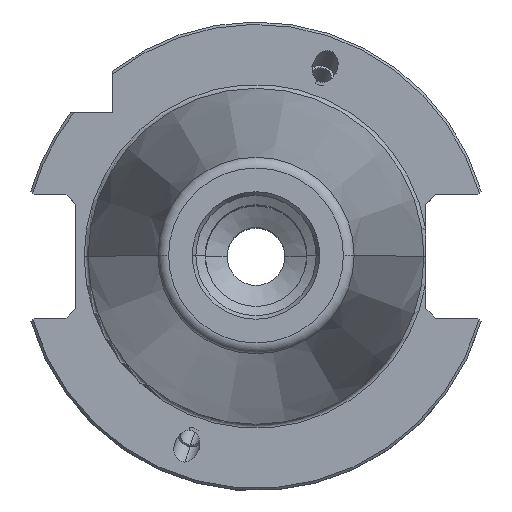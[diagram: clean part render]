
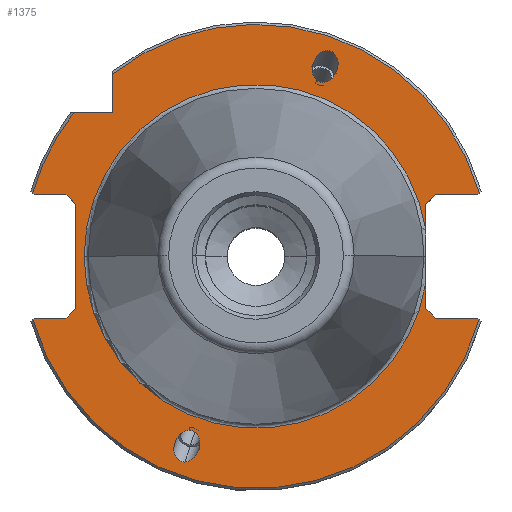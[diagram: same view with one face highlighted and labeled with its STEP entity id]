
A CAD part, top view. The second image highlights one B-rep face of the part: STEP entity #1375.
In plain terms, the highlighted planar face has unit normal (0, 0, 1).
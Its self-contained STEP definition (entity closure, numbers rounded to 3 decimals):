
#1077=VERTEX_POINT('NONE',#3148);
#1091=VERTEX_POINT('NONE',#3162);
#1143=EDGE_CURVE('NONE',#1191,#2197,#3219,.T.);
#1163=EDGE_CURVE('NONE',#1875,#2239,#3241,.T.);
#1191=VERTEX_POINT('NONE',#3275);
#1327=VERTEX_POINT('NONE',#3430);
#1341=VERTEX_POINT('NONE',#3445);
#1375=ADVANCED_FACE('NONE',(#3483,#3484,#3485),#3486,.T.);
#1403=EDGE_CURVE('NONE',#1091,#2591,#3517,.F.);
#1455=EDGE_CURVE('NONE',#2327,#3057,#3576,.F.);
#1491=VERTEX_POINT('NONE',#3617);
#1501=EDGE_CURVE('NONE',#2607,#2925,#3627,.T.);
#1621=EDGE_CURVE('NONE',#2475,#2741,#3765,.T.);
#1635=VERTEX_POINT('NONE',#3781);
#1715=EDGE_CURVE('NONE',#1327,#2537,#3870,.T.);
#1767=EDGE_CURVE('NONE',#1327,#2591,#3927,.T.);
#1823=EDGE_CURVE('NONE',#2239,#2077,#3987,.T.);
#1875=VERTEX_POINT('NONE',#4045);
#1979=VERTEX_POINT('NONE',#4158);
#1995=EDGE_CURVE('NONE',#2803,#2475,#4175,.T.);
#2077=VERTEX_POINT('NONE',#4270);
#2151=VERTEX_POINT('NONE',#4353);
#2197=VERTEX_POINT('NONE',#4402);
#2239=VERTEX_POINT('NONE',#4448);
#2327=VERTEX_POINT('NONE',#4551);
#2363=EDGE_CURVE('NONE',#2891,#1635,#4590,.T.);
#2377=VERTEX_POINT('NONE',#4606);
#2475=VERTEX_POINT('NONE',#4713);
#2495=EDGE_CURVE('NONE',#1635,#2151,#4737,.T.);
#2527=EDGE_CURVE('NONE',#2589,#1077,#4771,.T.);
#2537=VERTEX_POINT('NONE',#4781);
#2577=EDGE_CURVE('NONE',#2741,#1979,#4824,.T.);
#2589=VERTEX_POINT('NONE',#4837);
#2591=VERTEX_POINT('NONE',#4839);
#2599=VERTEX_POINT('NONE',#4848);
#2607=VERTEX_POINT('NONE',#4858);
#2629=EDGE_CURVE('NONE',#1077,#2589,#4882,.F.);
#2633=EDGE_CURVE('NONE',#2599,#2377,#4886,.F.);
#2719=EDGE_CURVE('NONE',#1875,#1091,#4981,.T.);
#2741=VERTEX_POINT('NONE',#5003);
#2779=EDGE_CURVE('NONE',#1979,#1491,#5046,.T.);
#2789=EDGE_CURVE('NONE',#2537,#2803,#5057,.T.);
#2803=VERTEX_POINT('NONE',#5074);
#2847=EDGE_CURVE('NONE',#2925,#1191,#5124,.T.);
#2891=VERTEX_POINT('NONE',#5175);
#2909=EDGE_CURVE('NONE',#2377,#2077,#5194,.T.);
#2925=VERTEX_POINT('NONE',#5211);
#2951=EDGE_CURVE('NONE',#1341,#2607,#5239,.T.);
#2999=EDGE_CURVE('NONE',#2599,#2151,#5290,.T.);
#3011=EDGE_CURVE('NONE',#2197,#2891,#5303,.T.);
#3049=EDGE_CURVE('NONE',#3057,#2327,#5342,.T.);
#3057=VERTEX_POINT('NONE',#5350);
#3083=EDGE_CURVE('NONE',#1491,#1341,#5380,.T.);
#3148=CARTESIAN_POINT('',(16.139,42.3,-3.2));
#3162=CARTESIAN_POINT('',(35.3,10.85,-3.2));
#3219=LINE('',#5614,#5615);
#3241=CIRCLE('',#5664,35.725);
#3275=CARTESIAN_POINT('',(-39.5,-12.85,-3.2));
#3430=CARTESIAN_POINT('',(46.066,12.85,-3.2));
#3445=CARTESIAN_POINT('',(-39.5,12.85,-3.2));
#3483=FACE_OUTER_BOUND('',#6054,.T.);
#3484=FACE_BOUND('',#6055,.T.);
#3485=FACE_BOUND('',#6056,.T.);
#3486=PLANE('',#6057);
#3517=LINE('',#6149,#6150);
#3576=ELLIPSE('',#6254,3.394,2.6);
#3617=CARTESIAN_POINT('',(-46.066,12.85,-3.2));
#3627=LINE('',#6322,#6323);
#3765=LINE('',#6578,#6579);
#3781=CARTESIAN_POINT('',(46.39,-13.175,-3.2));
#3870=LINE('',#6780,#6781);
#3927=LINE('',#6854,#6855);
#3987=CIRCLE('',#6937,35.725);
#4045=CARTESIAN_POINT('',(35.3,5.494,-3.2));
#4158=CARTESIAN_POINT('',(-46.39,13.175,-3.2));
#4175=LINE('',#7265,#7266);
#4270=CARTESIAN_POINT('',(35.3,-5.494,-3.2));
#4353=CARTESIAN_POINT('',(46.066,-12.85,-3.2));
#4402=CARTESIAN_POINT('',(-46.066,-12.85,-3.2));
#4448=CARTESIAN_POINT('',(-35.725,0.,-3.2));
#4551=CARTESIAN_POINT('',(-14.827,-42.778,-3.2));
#4590=CIRCLE('',#8008,48.225);
#4606=CARTESIAN_POINT('',(35.3,-10.85,-3.2));
#4713=CARTESIAN_POINT('',(-29.85,29.85,-3.2));
#4737=LINE('',#8357,#8358);
#4771=ELLIPSE('',#8475,3.394,2.6);
#4781=CARTESIAN_POINT('',(46.39,13.175,-3.2));
#4824=CIRCLE('',#8604,48.225);
#4837=CARTESIAN_POINT('',(12.59,36.634,-3.2));
#4839=CARTESIAN_POINT('',(37.3,12.85,-3.2));
#4848=CARTESIAN_POINT('',(37.3,-12.85,-3.2));
#4858=CARTESIAN_POINT('',(-37.5,10.85,-3.2));
#4882=ELLIPSE('',#8690,3.394,2.6);
#4886=LINE('',#8695,#8696);
#4981=LINE('',#8900,#8901);
#5003=CARTESIAN_POINT('',(-37.876,29.85,-3.2));
#5046=LINE('',#9104,#9105);
#5057=CIRCLE('',#9121,48.225);
#5074=CARTESIAN_POINT('',(-29.85,37.876,-3.2));
#5124=LINE('',#9218,#9219);
#5175=CARTESIAN_POINT('',(-46.39,-13.175,-3.2));
#5194=LINE('',#9305,#9306);
#5211=CARTESIAN_POINT('',(-37.5,-10.85,-3.2));
#5239=LINE('',#9457,#9458);
#5290=LINE('',#9570,#9571);
#5303=LINE('',#9588,#9589);
#5342=ELLIPSE('',#9679,3.394,2.6);
#5350=CARTESIAN_POINT('',(-13.903,-36.156,-3.2));
#5380=LINE('',#9728,#9729);
#5614=CARTESIAN_POINT('',(-24.363,-12.85,-3.2));
#5615=VECTOR('',#9846,1.0);
#5664=AXIS2_PLACEMENT_3D('',#9872,#9873,#9874);
#6054=EDGE_LOOP('',(#10213,#10214,#10215,#10216,#10217,#10218,#10219,#10220,#10221,#10222,#10223,#10224,#10225,#10226,#10227,#10228,#10229,#10230,#10231,#10232,#10233,#10234));
#6055=EDGE_LOOP('',(#10235,#10236));
#6056=EDGE_LOOP('',(#10237,#10238));
#6057=AXIS2_PLACEMENT_3D('',#10239,#10240,#10241);
#6149=CARTESIAN_POINT('',(15.831,-8.619,-3.2));
#6150=VECTOR('',#10270,1.0);
#6254=AXIS2_PLACEMENT_3D('',#10337,#10338,#10339);
#6322=CARTESIAN_POINT('',(-37.5,-17.863,-3.2));
#6323=VECTOR('',#10397,1.0);
#6578=CARTESIAN_POINT('',(-23.5,29.85,-3.2));
#6579=VECTOR('',#10583,1.0);
#6780=CARTESIAN_POINT('',(22.83,-10.385,-3.2));
#6781=VECTOR('',#10718,1.0);
#6854=CARTESIAN_POINT('',(24.363,12.85,-3.2));
#6855=VECTOR('',#10782,1.0);
#6937=AXIS2_PLACEMENT_3D('',#10860,#10861,#10862);
#7265=CARTESIAN_POINT('',(-29.85,4.563,-3.2));
#7266=VECTOR('',#11056,1.0);
#8008=AXIS2_PLACEMENT_3D('',#11551,#11552,#11553);
#8357=CARTESIAN_POINT('',(40.193,-6.977,-3.2));
#8358=VECTOR('',#11713,1.0);
#8475=AXIS2_PLACEMENT_3D('',#11746,#11747,#11748);
#8604=AXIS2_PLACEMENT_3D('',#11793,#11794,#11795);
#8690=AXIS2_PLACEMENT_3D('',#11868,#11869,#11870);
#8695=CARTESIAN_POINT('',(33.694,-9.244,-3.2));
#8696=VECTOR('',#11871,1.0);
#8900=CARTESIAN_POINT('',(35.3,-17.863,-3.2));
#8901=VECTOR('',#11972,1.0);
#9104=CARTESIAN_POINT('',(-22.83,-10.385,-3.2));
#9105=VECTOR('',#12030,1.0);
#9121=AXIS2_PLACEMENT_3D('',#12046,#12047,#12048);
#9218=CARTESIAN_POINT('',(-34.344,-7.694,-3.2));
#9219=VECTOR('',#12142,1.0);
#9305=CARTESIAN_POINT('',(35.3,-17.863,-3.2));
#9306=VECTOR('',#12233,1.0);
#9457=CARTESIAN_POINT('',(-16.481,-10.169,-3.2));
#9458=VECTOR('',#12280,1.0);
#9570=CARTESIAN_POINT('',(24.363,-12.85,-3.2));
#9571=VECTOR('',#12325,1.0);
#9588=CARTESIAN_POINT('',(-40.693,-7.477,-3.2));
#9589=VECTOR('',#12339,1.0);
#9679=AXIS2_PLACEMENT_3D('',#12373,#12374,#12375);
#9728=CARTESIAN_POINT('',(-24.363,12.85,-3.2));
#9729=VECTOR('',#12422,1.0);
#9846=DIRECTION('',(-1.0,0.,0.0));
#9872=CARTESIAN_POINT('',(0.0,0.0,-3.2));
#9873=DIRECTION('',(-0.0,0.0,1.0));
#9874=DIRECTION('',(0.0,1.0,0.0));
#10213=ORIENTED_EDGE('',*,*,#1715,.T.);
#10214=ORIENTED_EDGE('',*,*,#2789,.T.);
#10215=ORIENTED_EDGE('',*,*,#1995,.T.);
#10216=ORIENTED_EDGE('',*,*,#1621,.T.);
#10217=ORIENTED_EDGE('',*,*,#2577,.T.);
#10218=ORIENTED_EDGE('',*,*,#2779,.T.);
#10219=ORIENTED_EDGE('',*,*,#3083,.T.);
#10220=ORIENTED_EDGE('',*,*,#2951,.T.);
#10221=ORIENTED_EDGE('',*,*,#1501,.T.);
#10222=ORIENTED_EDGE('',*,*,#2847,.T.);
#10223=ORIENTED_EDGE('',*,*,#1143,.T.);
#10224=ORIENTED_EDGE('',*,*,#3011,.T.);
#10225=ORIENTED_EDGE('',*,*,#2363,.T.);
#10226=ORIENTED_EDGE('',*,*,#2495,.T.);
#10227=ORIENTED_EDGE('',*,*,#2999,.F.);
#10228=ORIENTED_EDGE('',*,*,#2633,.T.);
#10229=ORIENTED_EDGE('',*,*,#2909,.T.);
#10230=ORIENTED_EDGE('',*,*,#1823,.F.);
#10231=ORIENTED_EDGE('',*,*,#1163,.F.);
#10232=ORIENTED_EDGE('',*,*,#2719,.T.);
#10233=ORIENTED_EDGE('',*,*,#1403,.T.);
#10234=ORIENTED_EDGE('',*,*,#1767,.F.);
#10235=ORIENTED_EDGE('',*,*,#2527,.F.);
#10236=ORIENTED_EDGE('',*,*,#2629,.F.);
#10237=ORIENTED_EDGE('',*,*,#3049,.F.);
#10238=ORIENTED_EDGE('',*,*,#1455,.F.);
#10239=CARTESIAN_POINT('',(0.,-35.725,-3.2));
#10240=DIRECTION('',(0.0,0.0,1.0));
#10241=DIRECTION('',(-1.0,0.,0.0));
#10270=DIRECTION('',(-0.707,-0.707,0.0));
#10337=CARTESIAN_POINT('',(-14.365,-39.467,-3.2));
#10338=DIRECTION('',(0.0,0.0,-1.0));
#10339=DIRECTION('',(0.342,0.94,0.0));
#10397=DIRECTION('',(0.,-1.0,0.0));
#10583=DIRECTION('',(-1.0,0.,0.0));
#10718=DIRECTION('',(0.707,0.707,0.0));
#10782=DIRECTION('',(-1.0,0.,0.0));
#10860=CARTESIAN_POINT('',(0.0,0.0,-3.2));
#10861=DIRECTION('',(-0.0,0.0,1.0));
#10862=DIRECTION('',(0.0,1.0,0.0));
#11056=DIRECTION('',(0.,-1.0,0.0));
#11551=CARTESIAN_POINT('',(0.0,0.0,-3.2));
#11552=DIRECTION('',(-0.0,0.0,1.0));
#11553=DIRECTION('',(1.0,0.,0.0));
#11713=DIRECTION('',(-0.707,0.707,0.0));
#11746=CARTESIAN_POINT('',(14.365,39.467,-3.2));
#11747=DIRECTION('',(0.0,0.0,1.0));
#11748=DIRECTION('',(-0.342,-0.94,0.0));
#11793=CARTESIAN_POINT('',(0.0,0.0,-3.2));
#11794=DIRECTION('',(-0.0,0.0,1.0));
#11795=DIRECTION('',(1.0,0.,0.0));
#11868=CARTESIAN_POINT('',(14.365,39.467,-3.2));
#11869=DIRECTION('',(-0.0,0.0,-1.0));
#11870=DIRECTION('',(-0.342,-0.94,0.0));
#11871=DIRECTION('',(0.707,-0.707,-0.0));
#11972=DIRECTION('',(0.,1.0,0.0));
#12030=DIRECTION('',(0.707,-0.707,-0.0));
#12046=CARTESIAN_POINT('',(0.0,0.0,-3.2));
#12047=DIRECTION('',(-0.0,0.0,1.0));
#12048=DIRECTION('',(1.0,0.,0.0));
#12142=DIRECTION('',(-0.707,-0.707,0.0));
#12233=DIRECTION('',(0.,1.0,0.0));
#12280=DIRECTION('',(0.707,-0.707,-0.0));
#12325=DIRECTION('',(1.0,0.,-0.0));
#12339=DIRECTION('',(-0.707,-0.707,0.0));
#12373=CARTESIAN_POINT('',(-14.365,-39.467,-3.2));
#12374=DIRECTION('',(-0.0,0.0,1.0));
#12375=DIRECTION('',(0.342,0.94,0.0));
#12422=DIRECTION('',(1.0,0.,-0.0));
